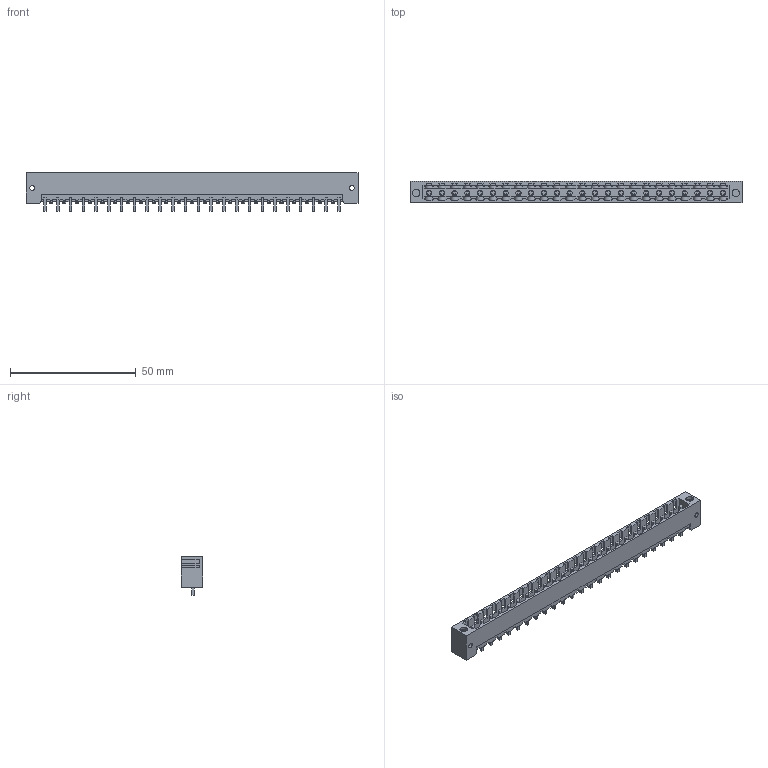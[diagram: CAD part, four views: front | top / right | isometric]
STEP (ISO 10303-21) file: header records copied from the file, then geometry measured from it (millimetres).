
FILE_DESCRIPTION(('CATIA V5 STEP Exchange','CAx-IF Rec.Pracs.--- Model Styling and Organization---1.2---2011-12-15'),'2;1');
FILE_NAME ('D1456993_0_1837970000_1837970000.stp','2018-03-31T12:37:36+00:00',('none'),('Weidmueller'),'CATIA Version 5-6 Release 2014','CATIA V5 STEP AP214','none');
FILE_SCHEMA(('AUTOMOTIVE_DESIGN { 1 0 10303 214 1 1 1 1 }'));
Length unit declared in the file: millimetre
Products named in the file (1): 1837970000
Bounding box: 131.92 x 8.43 x 15.2 mm (x, y, z)
Volume: 4730.7 mm3; surface area: 11398.2 mm2
Topology: 25 solids, 25 shells, 1449 faces, 4601 edges, 3161 vertices
Faces by surface type: plane 1180, cylinder 245, extrusion 24
Entity records: 53230 total; most frequent: CARTESIAN_POINT 11638, ORIENTED_EDGE 9202, DIRECTION 7042, EDGE_CURVE 4601, VECTOR 3712, LINE 3688, VERTEX_POINT 3161, AXIS2_PLACEMENT_3D 1905
